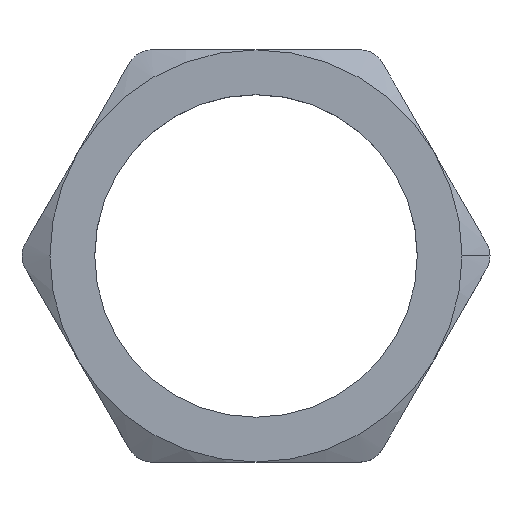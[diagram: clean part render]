
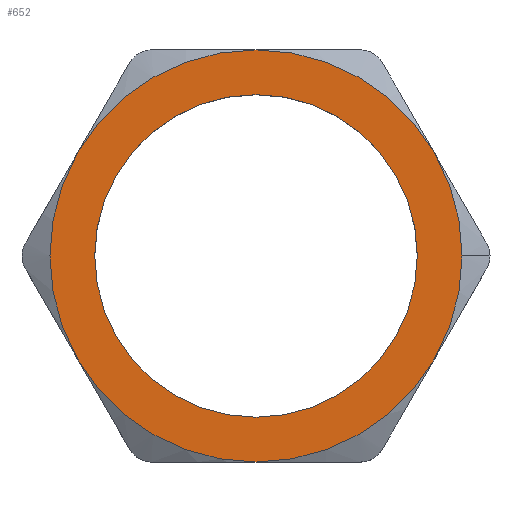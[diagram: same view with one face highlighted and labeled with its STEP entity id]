
A CAD part, top view. The second image highlights one B-rep face of the part: STEP entity #652.
In plain terms, the highlighted planar face has unit normal (0, 0, 1).
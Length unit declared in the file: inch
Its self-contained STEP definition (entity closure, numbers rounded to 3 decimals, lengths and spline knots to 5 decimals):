
#293 = EDGE_CURVE ( 'NONE', #294, #295, #1916, .T. ) ;
#294 = VERTEX_POINT ( 'NONE', #1912 ) ;
#295 = VERTEX_POINT ( 'NONE', #1911 ) ;
#315 = EDGE_CURVE ( 'NONE', #364, #365, #2074, .T. ) ;
#364 = VERTEX_POINT ( 'NONE', #2136 ) ;
#365 = VERTEX_POINT ( 'NONE', #2292 ) ;
#376 = VERTEX_POINT ( 'NONE', #2281 ) ;
#536 = VERTEX_POINT ( 'NONE', #1456 ) ;
#542 = VERTEX_POINT ( 'NONE', #1497 ) ;
#644 = EDGE_CURVE ( 'NONE', #365, #364, #1621, .T. ) ;
#645 = EDGE_LOOP ( 'NONE', ( #672, #693, #715, #720, #650, #718, #739 ) ) ;
#649 = EDGE_CURVE ( 'NONE', #376, #536, #1669, .T. ) ;
#650 = ORIENTED_EDGE ( 'NONE', *, *, #651, .T. ) ;
#651 = EDGE_CURVE ( 'NONE', #536, #294, #1664, .T. ) ;
#652 = ADVANCED_FACE ( 'NONE', ( #1659, #1658 ), #1657, .F. ) ;
#657 = VERTEX_POINT ( 'NONE', #1651 ) ;
#672 = ORIENTED_EDGE ( 'NONE', *, *, #673, .T. ) ;
#673 = EDGE_CURVE ( 'NONE', #2748, #542, #1725, .T. ) ;
#675 = EDGE_LOOP ( 'NONE', ( #746, #747 ) ) ;
#693 = ORIENTED_EDGE ( 'NONE', *, *, #694, .T. ) ;
#694 = EDGE_CURVE ( 'NONE', #542, #657, #1780, .T. ) ;
#715 = ORIENTED_EDGE ( 'NONE', *, *, #716, .T. ) ;
#716 = EDGE_CURVE ( 'NONE', #657, #376, #1806, .T. ) ;
#718 = ORIENTED_EDGE ( 'NONE', *, *, #293, .T. ) ;
#720 = ORIENTED_EDGE ( 'NONE', *, *, #649, .T. ) ;
#739 = ORIENTED_EDGE ( 'NONE', *, *, #740, .T. ) ;
#740 = EDGE_CURVE ( 'NONE', #295, #2748, #1827, .T. ) ;
#746 = ORIENTED_EDGE ( 'NONE', *, *, #315, .F. ) ;
#747 = ORIENTED_EDGE ( 'NONE', *, *, #644, .F. ) ;
#1456 = CARTESIAN_POINT ( 'NONE',  ( 0.69715, -0.4025, 0.28 ) ) ;
#1497 = CARTESIAN_POINT ( 'NONE',  ( -0.69715, 0.4025, 0.28 ) ) ;
#1617 = DIRECTION ( 'NONE',  ( 1., 0., 0. ) ) ;
#1618 = DIRECTION ( 'NONE',  ( 0., 0., 1. ) ) ;
#1619 = CARTESIAN_POINT ( 'NONE',  ( 0., 0., 0.28 ) ) ;
#1620 = AXIS2_PLACEMENT_3D ( 'NONE', #1619, #1618, #1617 ) ;
#1621 = CIRCLE ( 'NONE', #1620, 0.63 ) ;
#1651 = CARTESIAN_POINT ( 'NONE',  ( -0.69715, -0.4025, 0.28 ) ) ;
#1653 = DIRECTION ( 'NONE',  ( -1., 0., 0. ) ) ;
#1654 = DIRECTION ( 'NONE',  ( 0., 0., -1. ) ) ;
#1655 = CARTESIAN_POINT ( 'NONE',  ( -0.46477, 0.805, 0.28 ) ) ;
#1656 = AXIS2_PLACEMENT_3D ( 'NONE', #1655, #1654, #1653 ) ;
#1657 = PLANE ( 'NONE',  #1656 ) ;
#1658 = FACE_OUTER_BOUND ( 'NONE', #645, .T. ) ;
#1659 = FACE_BOUND ( 'NONE', #675, .T. ) ;
#1660 = DIRECTION ( 'NONE',  ( 1., 0., 0. ) ) ;
#1661 = DIRECTION ( 'NONE',  ( 0., 0., 1. ) ) ;
#1662 = CARTESIAN_POINT ( 'NONE',  ( 0., 0., 0.28 ) ) ;
#1663 = AXIS2_PLACEMENT_3D ( 'NONE', #1662, #1661, #1660 ) ;
#1664 = CIRCLE ( 'NONE', #1663, 0.805 ) ;
#1665 = DIRECTION ( 'NONE',  ( 1., 0., 0. ) ) ;
#1666 = DIRECTION ( 'NONE',  ( 0., 0., 1. ) ) ;
#1667 = CARTESIAN_POINT ( 'NONE',  ( 0., 0., 0.28 ) ) ;
#1668 = AXIS2_PLACEMENT_3D ( 'NONE', #1667, #1666, #1665 ) ;
#1669 = CIRCLE ( 'NONE', #1668, 0.805 ) ;
#1682 = CARTESIAN_POINT ( 'NONE',  ( 0., 0., 0.28 ) ) ;
#1722 = DIRECTION ( 'NONE',  ( 1., 0., 0. ) ) ;
#1723 = DIRECTION ( 'NONE',  ( 0., 0., 1. ) ) ;
#1724 = AXIS2_PLACEMENT_3D ( 'NONE', #1682, #1723, #1722 ) ;
#1725 = CIRCLE ( 'NONE', #1724, 0.805 ) ;
#1777 = DIRECTION ( 'NONE',  ( 1., 0., 0. ) ) ;
#1778 = DIRECTION ( 'NONE',  ( 0., 0., 1. ) ) ;
#1779 = AXIS2_PLACEMENT_3D ( 'NONE', #1787, #1778, #1777 ) ;
#1780 = CIRCLE ( 'NONE', #1779, 0.805 ) ;
#1787 = CARTESIAN_POINT ( 'NONE',  ( 0., 0., 0.28 ) ) ;
#1800 = DIRECTION ( 'NONE',  ( 1., 0., 0. ) ) ;
#1801 = DIRECTION ( 'NONE',  ( 0., 0., 1. ) ) ;
#1802 = CARTESIAN_POINT ( 'NONE',  ( 0., 0., 0.28 ) ) ;
#1803 = AXIS2_PLACEMENT_3D ( 'NONE', #1802, #1801, #1800 ) ;
#1806 = CIRCLE ( 'NONE', #1803, 0.805 ) ;
#1826 = AXIS2_PLACEMENT_3D ( 'NONE', #1828, #2741, #2740 ) ;
#1827 = CIRCLE ( 'NONE', #1826, 0.805 ) ;
#1828 = CARTESIAN_POINT ( 'NONE',  ( 0., 0., 0.28 ) ) ;
#1911 = CARTESIAN_POINT ( 'NONE',  ( 0.69715, 0.4025, 0.28 ) ) ;
#1912 = CARTESIAN_POINT ( 'NONE',  ( 0.805, 0., 0.28 ) ) ;
#1913 = DIRECTION ( 'NONE',  ( 1., 0., 0. ) ) ;
#1914 = DIRECTION ( 'NONE',  ( 0., 0., 1. ) ) ;
#1915 = AXIS2_PLACEMENT_3D ( 'NONE', #1921, #1914, #1913 ) ;
#1916 = CIRCLE ( 'NONE', #1915, 0.805 ) ;
#1921 = CARTESIAN_POINT ( 'NONE',  ( 0., 0., 0.28 ) ) ;
#2070 = DIRECTION ( 'NONE',  ( 1., 0., 0. ) ) ;
#2071 = DIRECTION ( 'NONE',  ( 0., 0., 1. ) ) ;
#2072 = CARTESIAN_POINT ( 'NONE',  ( 0., 0., 0.28 ) ) ;
#2073 = AXIS2_PLACEMENT_3D ( 'NONE', #2072, #2071, #2070 ) ;
#2074 = CIRCLE ( 'NONE', #2073, 0.63 ) ;
#2136 = CARTESIAN_POINT ( 'NONE',  ( -0.63, 0., 0.28 ) ) ;
#2281 = CARTESIAN_POINT ( 'NONE',  ( 0., -0.805, 0.28 ) ) ;
#2292 = CARTESIAN_POINT ( 'NONE',  ( 0.63, 0., 0.28 ) ) ;
#2624 = CARTESIAN_POINT ( 'NONE',  ( 0., 0.805, 0.28 ) ) ;
#2740 = DIRECTION ( 'NONE',  ( 1., 0., 0. ) ) ;
#2741 = DIRECTION ( 'NONE',  ( 0., 0., 1. ) ) ;
#2748 = VERTEX_POINT ( 'NONE', #2624 ) ;
